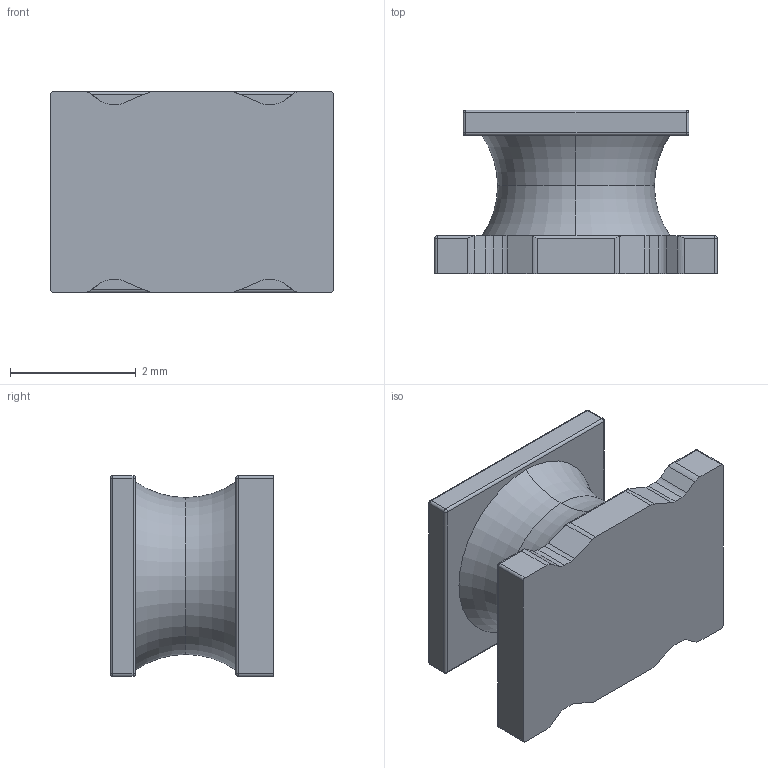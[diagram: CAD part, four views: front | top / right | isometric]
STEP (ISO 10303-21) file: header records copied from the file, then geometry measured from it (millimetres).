
FILE_DESCRIPTION (( 'STEP AP214' ), '1' );
FILE_NAME ('L_SMD_1812.STEP', '2014-02-17T10:21:49', ( 'Master' ), ( '' ), 'SwSTEP 2.0', 'SolidWorks 2013', '' );
FILE_SCHEMA (( 'AUTOMOTIVE_DESIGN' ));
Length unit declared in the file: millimetre
Products named in the file (1): L_SMD_1812
Bounding box: 4.5 x 2.6 x 3.2 mm (x, y, z)
Volume: 21.8 mm3; surface area: 65.8 mm2
Topology: 1 solids, 1 shells, 215 faces, 565 edges, 356 vertices
Faces by surface type: plane 100, bspline 59, cylinder 40, sphere 12, torus 4
Entity records: 9581 total; most frequent: CARTESIAN_POINT 4664, ORIENTED_EDGE 1106, DIRECTION 807, EDGE_CURVE 553, VERTEX_POINT 356, VECTOR 345, LINE 345, EDGE_LOOP 231
